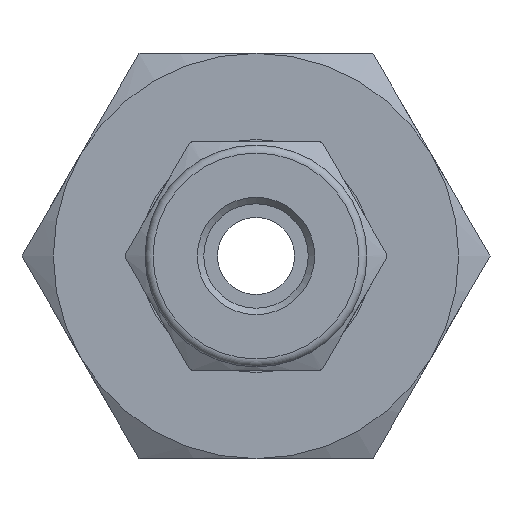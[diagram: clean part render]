
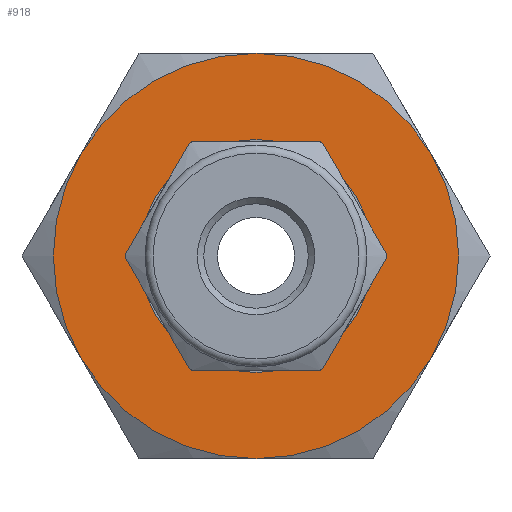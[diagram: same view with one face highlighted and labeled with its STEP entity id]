
A CAD part, left-side view. The second image highlights one B-rep face of the part: STEP entity #918.
In plain terms, the highlighted planar face has unit normal (-1, 0, 0).
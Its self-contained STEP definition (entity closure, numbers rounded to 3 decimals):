
#22=FACE_BOUND('',#228,.T.);
#63=CIRCLE('',#1005,5.9);
#83=CIRCLE('',#1042,12.7);
#84=CIRCLE('',#1043,12.7);
#85=CIRCLE('',#1044,12.7);
#86=CIRCLE('',#1045,12.7);
#87=CIRCLE('',#1046,12.7);
#88=CIRCLE('',#1047,12.7);
#160=FACE_OUTER_BOUND('',#227,.T.);
#227=EDGE_LOOP('',(#751,#752,#753,#754,#755,#756));
#228=EDGE_LOOP('',(#757));
#407=VERTEX_POINT('',#1502);
#424=VERTEX_POINT('',#1566);
#425=VERTEX_POINT('',#1567);
#426=VERTEX_POINT('',#1569);
#427=VERTEX_POINT('',#1571);
#428=VERTEX_POINT('',#1573);
#429=VERTEX_POINT('',#1575);
#506=EDGE_CURVE('',#407,#407,#63,.T.);
#536=EDGE_CURVE('',#424,#425,#83,.T.);
#537=EDGE_CURVE('',#426,#424,#84,.T.);
#538=EDGE_CURVE('',#427,#426,#85,.T.);
#539=EDGE_CURVE('',#428,#427,#86,.T.);
#540=EDGE_CURVE('',#429,#428,#87,.T.);
#541=EDGE_CURVE('',#425,#429,#88,.T.);
#751=ORIENTED_EDGE('',*,*,#536,.F.);
#752=ORIENTED_EDGE('',*,*,#537,.F.);
#753=ORIENTED_EDGE('',*,*,#538,.F.);
#754=ORIENTED_EDGE('',*,*,#539,.F.);
#755=ORIENTED_EDGE('',*,*,#540,.F.);
#756=ORIENTED_EDGE('',*,*,#541,.F.);
#757=ORIENTED_EDGE('',*,*,#506,.T.);
#874=PLANE('',#1041);
#918=ADVANCED_FACE('',(#160,#22),#874,.T.);
#1005=AXIS2_PLACEMENT_3D('',#1503,#1187,#1188);
#1041=AXIS2_PLACEMENT_3D('',#1565,#1269,#1270);
#1042=AXIS2_PLACEMENT_3D('',#1568,#1271,#1272);
#1043=AXIS2_PLACEMENT_3D('',#1570,#1273,#1274);
#1044=AXIS2_PLACEMENT_3D('',#1572,#1275,#1276);
#1045=AXIS2_PLACEMENT_3D('',#1574,#1277,#1278);
#1046=AXIS2_PLACEMENT_3D('',#1576,#1279,#1280);
#1047=AXIS2_PLACEMENT_3D('',#1577,#1281,#1282);
#1187=DIRECTION('center_axis',(1.,0.,0.));
#1188=DIRECTION('ref_axis',(0.,1.,0.));
#1269=DIRECTION('center_axis',(-1.,0.,0.));
#1270=DIRECTION('ref_axis',(0.,0.,1.));
#1271=DIRECTION('center_axis',(1.,0.,0.));
#1272=DIRECTION('ref_axis',(0.,0.,-1.));
#1273=DIRECTION('center_axis',(1.,0.,0.));
#1274=DIRECTION('ref_axis',(0.,0.,-1.));
#1275=DIRECTION('center_axis',(1.,0.,0.));
#1276=DIRECTION('ref_axis',(0.,0.,-1.));
#1277=DIRECTION('center_axis',(1.,0.,0.));
#1278=DIRECTION('ref_axis',(0.,0.,-1.));
#1279=DIRECTION('center_axis',(1.,0.,0.));
#1280=DIRECTION('ref_axis',(0.,0.,-1.));
#1281=DIRECTION('center_axis',(1.,0.,0.));
#1282=DIRECTION('ref_axis',(0.,0.,-1.));
#1502=CARTESIAN_POINT('',(17.841,-5.9,0.));
#1503=CARTESIAN_POINT('Origin',(17.841,0.,
0.));
#1565=CARTESIAN_POINT('Origin',(17.841,12.7,0.));
#1566=CARTESIAN_POINT('',(17.841,10.999,-6.35));
#1567=CARTESIAN_POINT('',(17.841,10.999,6.35));
#1568=CARTESIAN_POINT('Origin',(17.841,0.,0.));
#1569=CARTESIAN_POINT('',(17.841,0.,-12.7));
#1570=CARTESIAN_POINT('Origin',(17.841,0.,0.));
#1571=CARTESIAN_POINT('',(17.841,-10.999,-6.35));
#1572=CARTESIAN_POINT('Origin',(17.841,0.,0.));
#1573=CARTESIAN_POINT('',(17.841,-10.999,6.35));
#1574=CARTESIAN_POINT('Origin',(17.841,0.,0.));
#1575=CARTESIAN_POINT('',(17.841,0.,12.7));
#1576=CARTESIAN_POINT('Origin',(17.841,0.,0.));
#1577=CARTESIAN_POINT('Origin',(17.841,0.,0.));
